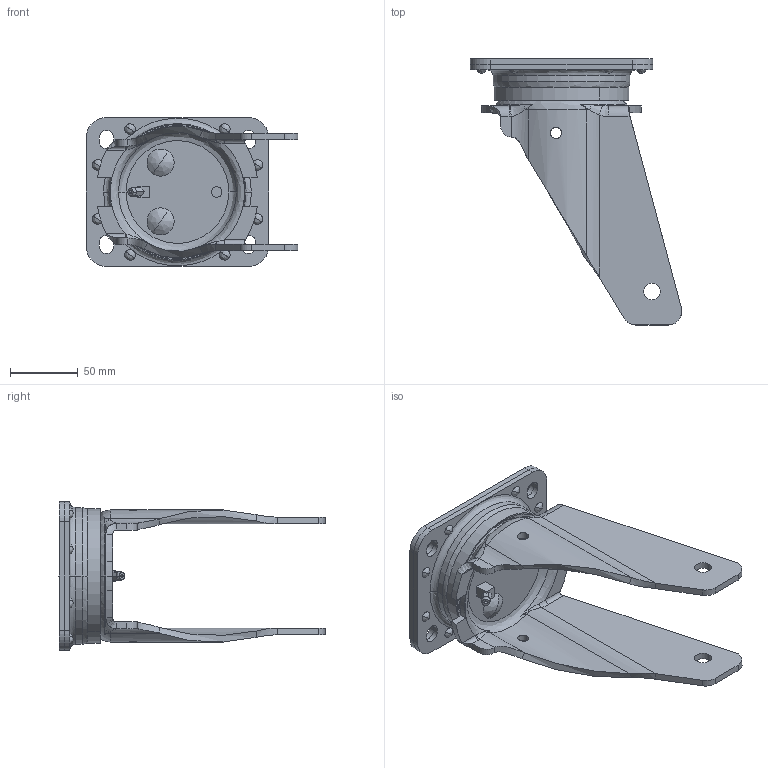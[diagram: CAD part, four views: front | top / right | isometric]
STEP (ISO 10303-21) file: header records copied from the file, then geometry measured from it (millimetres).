
FILE_DESCRIPTION (( 'STEP AP214' ), '1' );
FILE_NAME ('0019424BRL.step', '2023-02-17T11:25:09', ( '' ), ( '' ), 'SwSTEP 2.0', 'SolidWorks 2020', '' );
FILE_SCHEMA (( 'AUTOMOTIVE_DESIGN' ));
Length unit declared in the file: millimetre
Products named in the file (1): 0019424BRL
Bounding box: 156.51 x 196.76 x 110 mm (x, y, z)
Volume: 350398.2 mm3; surface area: 179831.8 mm2
Topology: 18 solids, 18 shells, 720 faces, 1795 edges, 1149 vertices
Faces by surface type: plane 326, cylinder 236, bspline 118, cone 40
Entity records: 34720 total; most frequent: CARTESIAN_POINT 9508, ORIENTED_EDGE 3558, DIRECTION 3487, EDGE_CURVE 1779, AXIS2_PLACEMENT_3D 1245, VERTEX_POINT 1149, LINE 997, VECTOR 997
